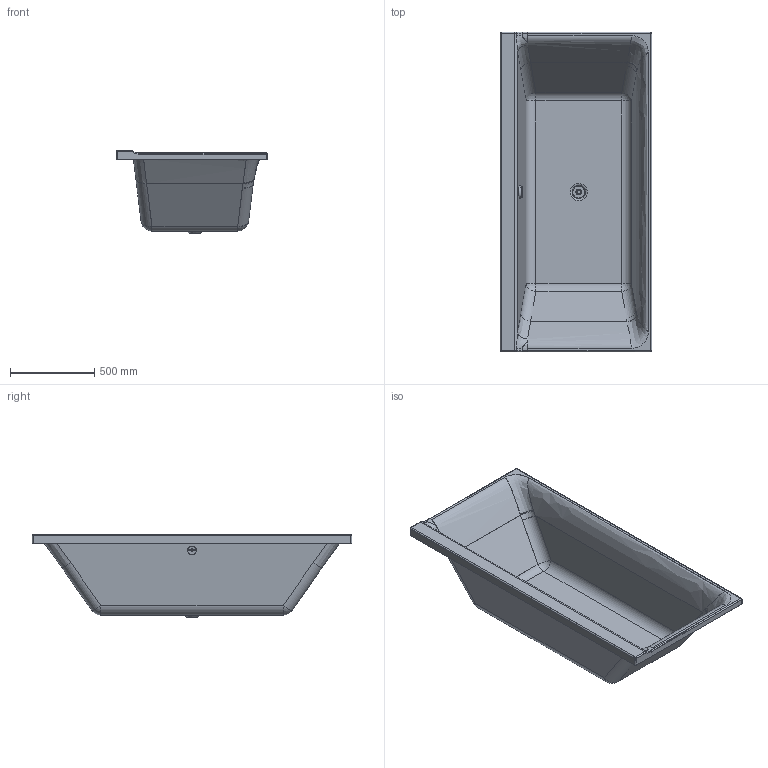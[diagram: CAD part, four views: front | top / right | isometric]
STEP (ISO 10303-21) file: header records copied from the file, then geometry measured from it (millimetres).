
FILE_DESCRIPTION((''),'2;1');
FILE_NAME('700378.stp','2015-06-19T14:50:06',('Administrator'),(''),'Autodesk Inventor 2011','Autodesk Inventor 2011','');
FILE_SCHEMA(('CONFIG_CONTROL_DESIGN'));
Length unit declared in the file: millimetre
Products named in the file (4): 700378; Stopfen; Verschluss_Ueberlauf
Assembly tree (3 placements, depth 2):
  700378
    700378
    Stopfen
    Verschluss_Ueberlauf
Bounding box: 900.28 x 1900.13 x 495 mm (x, y, z)
Volume: 16567142.8 mm3; surface area: 6669953.3 mm2
Topology: 3 solids, 3 shells, 303 faces, 778 edges, 463 vertices
Faces by surface type: plane 115, cylinder 95, bspline 54, sphere 19, torus 15, cone 5
Full cylindrical faces by diameter (mm): 9.2 x1, 13 x1, 14.5 x1, 24 x1, 29.2 x1, 32 x2, 52 x1, 72 x1
Entity records: 52576 total; most frequent: CARTESIAN_POINT 45211, ORIENTED_EDGE 1474, DIRECTION 1402, EDGE_CURVE 737, AXIS2_PLACEMENT_3D 528, VERTEX_POINT 449, VECTOR 346, LINE 346
